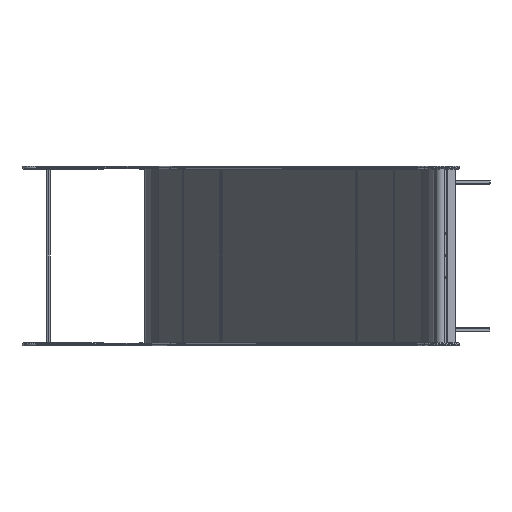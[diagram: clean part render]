
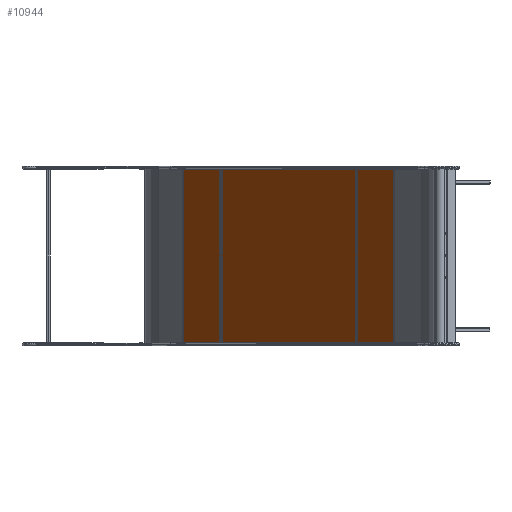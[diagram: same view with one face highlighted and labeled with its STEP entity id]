
A CAD part, left-side view. The second image highlights one B-rep face of the part: STEP entity #10944.
In plain terms, the highlighted face is planar.
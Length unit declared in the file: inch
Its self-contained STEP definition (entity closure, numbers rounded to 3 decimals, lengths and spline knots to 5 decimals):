
#1295 = VECTOR ( 'NONE', #17388, 39.37008 ) ;
#3961 = CARTESIAN_POINT ( 'NONE',  ( 29.8622, 0., 71.91236 ) ) ;
#4202 = CARTESIAN_POINT ( 'NONE',  ( 0., 0., 0. ) ) ;
#5590 = AXIS2_PLACEMENT_3D ( 'NONE', #4202, #12165, #27332 ) ;
#6386 = CARTESIAN_POINT ( 'NONE',  ( 29.8622, 0., 71.8622 ) ) ;
#6502 = DIRECTION ( 'NONE',  ( 1., 0., 0. ) ) ;
#7551 = VECTOR ( 'NONE', #24760, 39.37008 ) ;
#8519 = CARTESIAN_POINT ( 'NONE',  ( -29.8622, 0., -71.8622 ) ) ;
#9306 = VERTEX_POINT ( 'NONE', #8519 ) ;
#10217 = VECTOR ( 'NONE', #6502, 39.37008 ) ;
#10944 = ADVANCED_FACE ( 'NONE', ( #36056 ), #18588, .T. ) ;
#11058 = ORIENTED_EDGE ( 'NONE', *, *, #22565, .T. ) ;
#11738 = CARTESIAN_POINT ( 'NONE',  ( 29.91236, 0., -71.8622 ) ) ;
#12165 = DIRECTION ( 'NONE',  ( 0., 1., 0. ) ) ;
#14074 = DIRECTION ( 'NONE',  ( 0., 0., 1. ) ) ;
#16004 = EDGE_CURVE ( 'NONE', #20288, #24497, #26574, .T. ) ;
#17388 = DIRECTION ( 'NONE',  ( -1., 0., 0. ) ) ;
#17657 = ORIENTED_EDGE ( 'NONE', *, *, #25589, .T. ) ;
#18588 = PLANE ( 'NONE',  #5590 ) ;
#18730 = LINE ( 'NONE', #3961, #7551 ) ;
#19408 = CARTESIAN_POINT ( 'NONE',  ( -29.8622, 0., 71.8622 ) ) ;
#20288 = VERTEX_POINT ( 'NONE', #19408 ) ;
#20872 = ORIENTED_EDGE ( 'NONE', *, *, #25904, .T. ) ;
#22565 = EDGE_CURVE ( 'NONE', #25646, #9306, #26725, .T. ) ;
#24497 = VERTEX_POINT ( 'NONE', #6386 ) ;
#24760 = DIRECTION ( 'NONE',  ( 0., 0., -1. ) ) ;
#25573 = CARTESIAN_POINT ( 'NONE',  ( 29.8622, 0., -71.8622 ) ) ;
#25589 = EDGE_CURVE ( 'NONE', #9306, #20288, #31754, .T. ) ;
#25646 = VERTEX_POINT ( 'NONE', #25573 ) ;
#25904 = EDGE_CURVE ( 'NONE', #24497, #25646, #18730, .T. ) ;
#26574 = LINE ( 'NONE', #35865, #10217 ) ;
#26725 = LINE ( 'NONE', #11738, #1295 ) ;
#27332 = DIRECTION ( 'NONE',  ( 0., 0., 1. ) ) ;
#27364 = ORIENTED_EDGE ( 'NONE', *, *, #16004, .T. ) ;
#31754 = LINE ( 'NONE', #37014, #33590 ) ;
#32126 = EDGE_LOOP ( 'NONE', ( #17657, #27364, #20872, #11058 ) ) ;
#33590 = VECTOR ( 'NONE', #14074, 39.37008 ) ;
#35865 = CARTESIAN_POINT ( 'NONE',  ( -29.91236, 0., 71.8622 ) ) ;
#36056 = FACE_OUTER_BOUND ( 'NONE', #32126, .T. ) ;
#37014 = CARTESIAN_POINT ( 'NONE',  ( -29.8622, 0., -71.91236 ) ) ;
